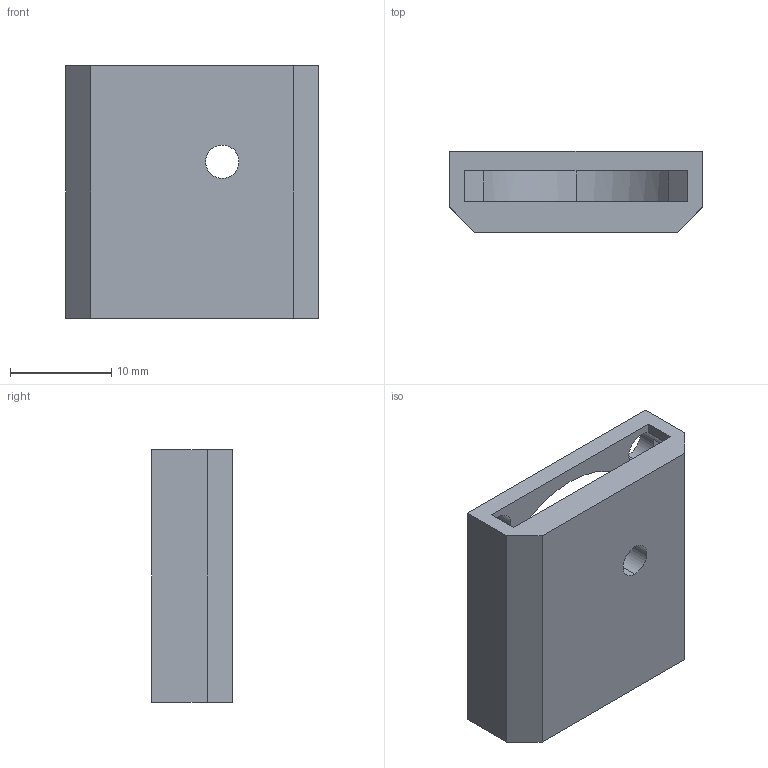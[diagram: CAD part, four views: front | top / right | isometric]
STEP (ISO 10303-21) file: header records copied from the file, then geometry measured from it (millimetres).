
FILE_DESCRIPTION (( 'STEP AP214' ), '1' );
FILE_NAME ('Rearsight base.STEP', '2023-08-18T03:11:26', ( '' ), ( '' ), 'SwSTEP 2.0', 'SolidWorks 2019', '' );
FILE_SCHEMA (( 'AUTOMOTIVE_DESIGN' ));
Length unit declared in the file: millimetre
Products named in the file (1): Rearsight base
Bounding box: 25 x 8 x 25 mm (x, y, z)
Volume: 2255.3 mm3; surface area: 2493.2 mm2
Topology: 1 solids, 1 shells, 39 faces, 111 edges, 73 vertices
Faces by surface type: plane 25, cylinder 12, torus 2
Entity records: 1353 total; most frequent: DIRECTION 227, CARTESIAN_POINT 224, ORIENTED_EDGE 222, EDGE_CURVE 111, AXIS2_PLACEMENT_3D 76, LINE 75, VECTOR 75, VERTEX_POINT 73
